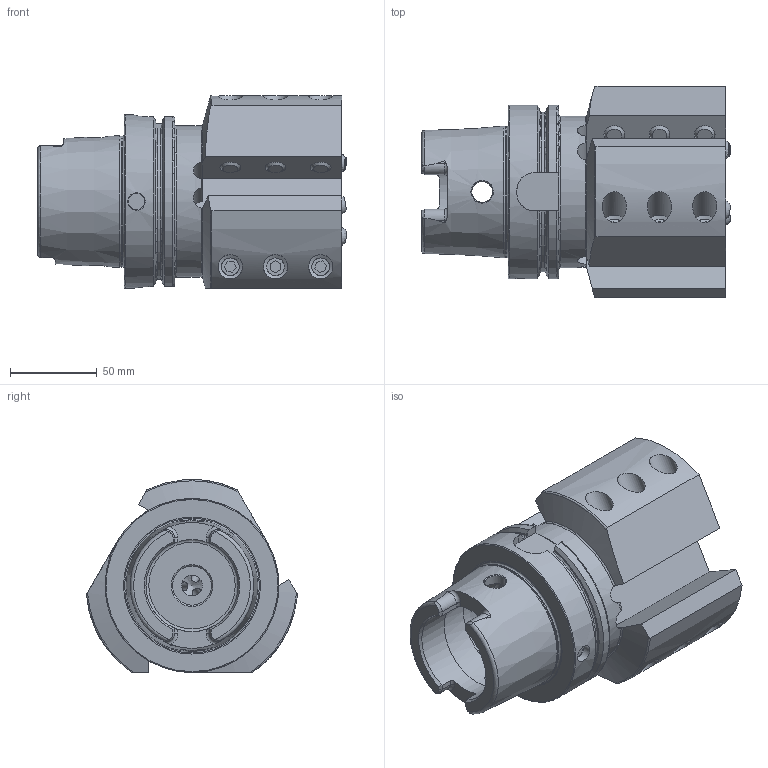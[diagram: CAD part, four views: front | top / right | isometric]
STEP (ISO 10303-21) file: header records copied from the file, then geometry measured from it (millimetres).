
FILE_DESCRIPTION (( 'STEP AP214' ), '1' );
FILE_NAME ('HA0.V25.L31.125.STEP', '2021-12-14T07:49:50', ( '' ), ( '' ), 'SwSTEP 2.0', 'SolidWorks 2017', '' );
FILE_SCHEMA (( 'AUTOMOTIVE_DESIGN' ));
Length unit declared in the file: millimetre
Products named in the file (6): HA0.V25.L31.125; KU1-U14.001.012_1; ISO 4026 - M12 x 25; KU1-U14.001.012_2; KU1-U14.001.012; HA0-V25.L31.125_A_Fertigbearbeitung
Assembly tree (15 placements, depth 3):
  HA0.V25.L31.125
    HA0-V25.L31.125_A_Fertigbearbeitung
    ISO 4026 - M12 x 25  x9
    KU1-U14.001.012  x3
      KU1-U14.001.012_1
      KU1-U14.001.012_2
Bounding box: 177.71 x 121.55 x 111 mm (x, y, z)
Volume: 954610.6 mm3; surface area: 135892.4 mm2
Topology: 16 solids, 16 shells, 338 faces, 818 edges, 520 vertices
Faces by surface type: plane 149, cylinder 84, cone 65, torus 31, sphere 6, bspline 3
Full cylindrical faces by diameter (mm): 3.15 x1, 5 x6, 10 x4, 10.2 x9, 12 x12, 14 x15, 22.5 x1, 26 x1, 53 x2, 63 x1, 75.265 x1, 87 x1, 100 x1
Entity records: 9395 total; most frequent: CARTESIAN_POINT 4059, DIRECTION 999, ORIENTED_EDGE 944, EDGE_CURVE 472, AXIS2_PLACEMENT_3D 424, VERTEX_POINT 343, EDGE_LOOP 339, FACE_OUTER_BOUND 275
